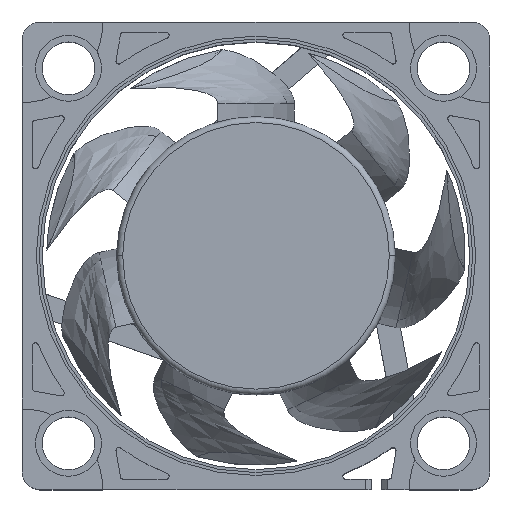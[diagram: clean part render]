
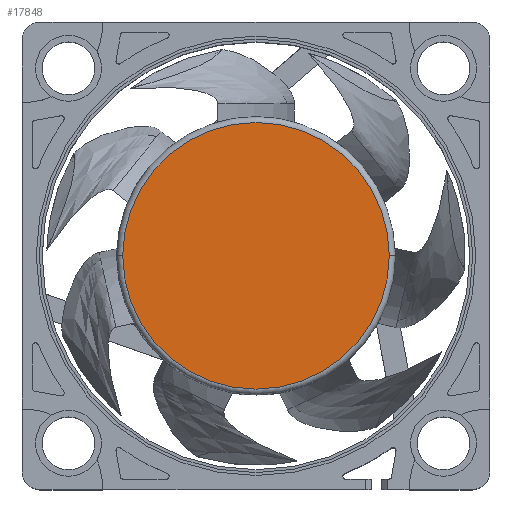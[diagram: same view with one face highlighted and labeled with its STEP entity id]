
A CAD part, top view. The second image highlights one B-rep face of the part: STEP entity #17848.
In plain terms, the highlighted planar face has unit normal (0, 0, 1).
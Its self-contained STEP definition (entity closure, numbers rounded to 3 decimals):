
#100 = ORIENTED_EDGE ( 'NONE', *, *, #10870, .T. ) ;
#106 = CARTESIAN_POINT ( 'NONE',  ( 0., 0., 17.95 ) ) ;
#210 = DIRECTION ( 'NONE',  ( 0., 0., 1. ) ) ;
#1347 = DIRECTION ( 'NONE',  ( 1., 0., 0. ) ) ;
#1927 = CARTESIAN_POINT ( 'NONE',  ( -18.45, -18.45, 17.95 ) ) ;
#2582 = DIRECTION ( 'NONE',  ( 0., 0., 1. ) ) ;
#3078 = DIRECTION ( 'NONE',  ( 1., 0., 0. ) ) ;
#3886 = AXIS2_PLACEMENT_3D ( 'NONE', #1927, #11664, #3078 ) ;
#4311 = VERTEX_POINT ( 'NONE', #15854 ) ;
#7225 = AXIS2_PLACEMENT_3D ( 'NONE', #15815, #2582, #1347 ) ;
#10870 = EDGE_CURVE ( 'NONE', #4311, #13555, #11888, .T. ) ;
#11664 = DIRECTION ( 'NONE',  ( 0., 0., 1. ) ) ;
#11888 = CIRCLE ( 'NONE', #14591, 11.375 ) ;
#12662 = CARTESIAN_POINT ( 'NONE',  ( -11.375, 0., 17.95 ) ) ;
#12704 = PLANE ( 'NONE',  #3886 ) ;
#12897 = FACE_OUTER_BOUND ( 'NONE', #15516, .T. ) ;
#13555 = VERTEX_POINT ( 'NONE', #12662 ) ;
#14591 = AXIS2_PLACEMENT_3D ( 'NONE', #106, #210, #16273 ) ;
#14707 = EDGE_CURVE ( 'NONE', #13555, #4311, #15385, .T. ) ;
#15385 = CIRCLE ( 'NONE', #7225, 11.375 ) ;
#15516 = EDGE_LOOP ( 'NONE', ( #100, #17763 ) ) ;
#15815 = CARTESIAN_POINT ( 'NONE',  ( 0., 0., 17.95 ) ) ;
#15854 = CARTESIAN_POINT ( 'NONE',  ( 11.375, 0., 17.95 ) ) ;
#16273 = DIRECTION ( 'NONE',  ( 1., 0., 0. ) ) ;
#17763 = ORIENTED_EDGE ( 'NONE', *, *, #14707, .T. ) ;
#17848 = ADVANCED_FACE ( 'NONE', ( #12897 ), #12704, .T. ) ;
